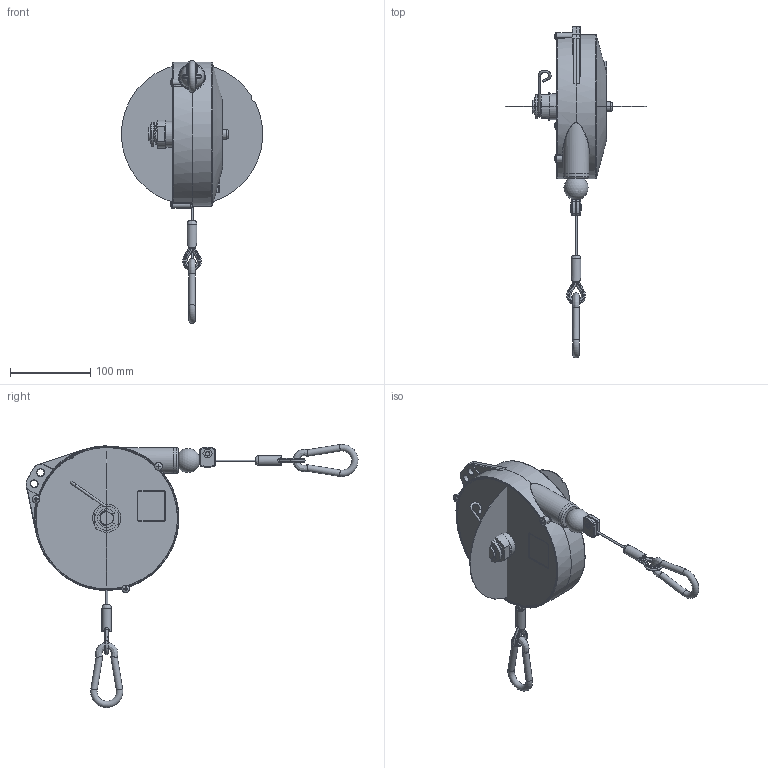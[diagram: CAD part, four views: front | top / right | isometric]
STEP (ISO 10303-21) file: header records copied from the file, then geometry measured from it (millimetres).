
FILE_DESCRIPTION( ( 'Unknown' ), '1' );
FILE_NAME( '9336-37-38-39-40.stp', 'Unknown', ( 'Unknown' ), ( 'Unknown' ), 'XStep 1.0', 'Unknown', ' ' );
FILE_SCHEMA( ( 'automotive_design' ) );
Length unit declared in the file: millimetre
Products named in the file (21): Assem1; Assem2; 31385; Dado Esagonale Basso_M6; VITE TS_CALOTTA M6 X 8 UNI 7689 Z_B; 20667; 23023; 20115; 31386; 32042; 20665; 36226-7; Dado Esagonale Basso_M12x1.25; 36178; 36136; 36179; 20663; 31388; 10070; 10232; 30340
Bounding box: 175.9 x 413.07 x 327.4 mm (x, y, z)
Volume: 689513.5 mm3; surface area: 456927.7 mm2
Topology: 49 solids, 49 shells, 1275 faces, 3127 edges, 1933 vertices
Faces by surface type: plane 469, cylinder 388, torus 208, bspline 105, cone 75, sphere 30
Full cylindrical faces by diameter (mm): 2.5 x15, 3 x4, 4 x4, 4.917 x2, 5 x5, 5.517 x3, 6 x8, 6.5 x6, 8 x24, 9 x4, 9.5 x4, 10 x2, 10.5 x2, 11.2 x3, 12 x11, 12.1 x2, 14.7 x2, 16 x4, 17 x2, 20.3 x2, 26 x4, 27 x2, 28 x2, 28.8 x2, 29 x2, 30 x2, 32 x6, 35 x2, 36 x2, 176 x2
Entity records: 23395 total; most frequent: CARTESIAN_POINT 10797, DIRECTION 2613, ORIENTED_EDGE 2354, EDGE_CURVE 1177, AXIS2_PLACEMENT_3D 1108, VERTEX_POINT 778, EDGE_LOOP 696, FACE_OUTER_BOUND 631
